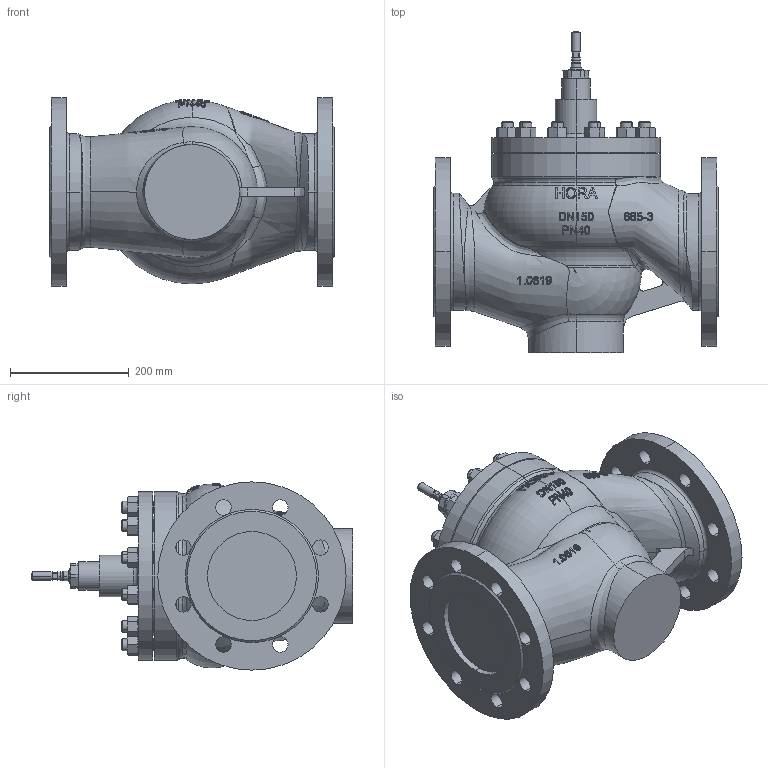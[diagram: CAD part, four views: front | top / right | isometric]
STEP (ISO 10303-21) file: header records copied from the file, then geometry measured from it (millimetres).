
FILE_DESCRIPTION (( 'STEP AP203' ), '1' );
FILE_NAME ('BR240S DN150 XXX PN25-40 for MC_PART (Defeature).STEP', '2015-03-09T12:45:04', ( 'HORA' ), ( 'Holter Regelamaturen GmbH & Co. KG' ), 'SwSTEP 2.0', 'SolidWorks 2014', '' );
FILE_SCHEMA (( 'CONFIG_CONTROL_DESIGN' ));
Length unit declared in the file: millimetre
Products named in the file (1): BR240S DN150 XXX PN25-40 for MC_PART (Defeature)
Bounding box: 480 x 542 x 317.5 mm (x, y, z)
Volume: 27354357 mm3; surface area: 924496.8 mm2
Topology: 1 solids, 1 shells, 899 faces, 2250 edges, 1423 vertices
Faces by surface type: plane 285, bspline 197, cone 186, cylinder 145, torus 80, sphere 6
Entity records: 202636 total; most frequent: CARTESIAN_POINT 182791, ORIENTED_EDGE 4486, DIRECTION 3493, EDGE_CURVE 2243, AXIS2_PLACEMENT_3D 1454, VERTEX_POINT 1419, EDGE_LOOP 1030, B_SPLINE_CURVE_WITH_KNOTS 905
